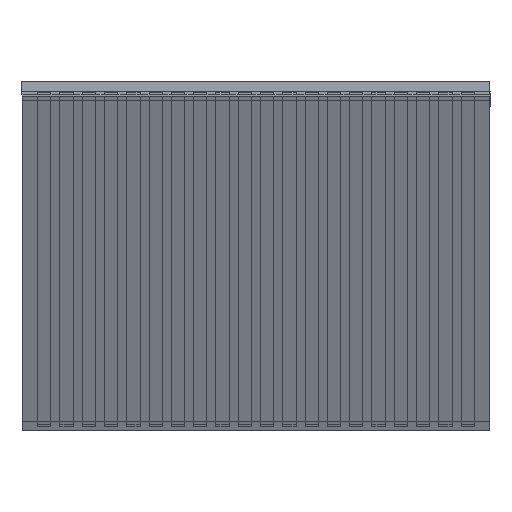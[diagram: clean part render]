
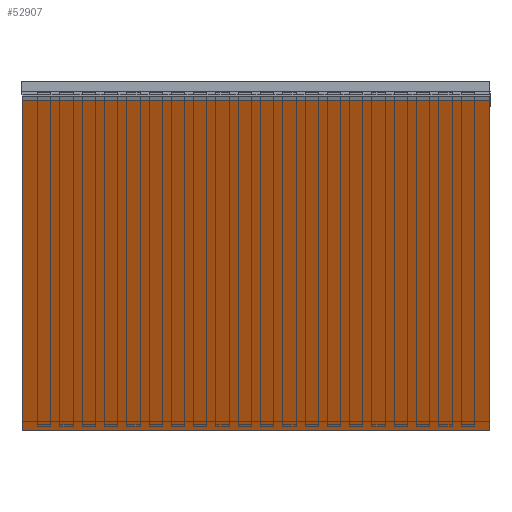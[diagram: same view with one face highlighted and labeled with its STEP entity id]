
A CAD part, left-side view. The second image highlights one B-rep face of the part: STEP entity #52907.
In plain terms, the highlighted planar face has unit normal (-0.914, 0, -0.405).
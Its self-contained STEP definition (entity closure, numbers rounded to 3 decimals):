
#44=B_SPLINE_CURVE_WITH_KNOTS('',3,(#67163,#67164,#67165,#67166),
 .UNSPECIFIED.,.F.,.F.,(4,4),(0.,1.),.UNSPECIFIED.);
#1849=ORIENTED_EDGE('',*,*,#13081,.F.);
#1850=ORIENTED_EDGE('',*,*,#13272,.F.);
#1851=ORIENTED_EDGE('',*,*,#13075,.T.);
#1852=ORIENTED_EDGE('',*,*,#13274,.T.);
#13075=EDGE_CURVE('',#18818,#18817,#22809,.T.);
#13081=EDGE_CURVE('',#18823,#18824,#22815,.T.);
#13272=EDGE_CURVE('',#18818,#18823,#44,.T.);
#13274=EDGE_CURVE('',#18817,#18824,#23007,.T.);
#18817=VERTEX_POINT('',#66752);
#18818=VERTEX_POINT('',#66754);
#18823=VERTEX_POINT('',#66765);
#18824=VERTEX_POINT('',#66767);
#22809=LINE('',#66753,#27865);
#22815=LINE('',#66766,#27871);
#23007=LINE('',#67170,#28063);
#27865=VECTOR('',#57474,1000.);
#27871=VECTOR('',#57482,1000.);
#28063=VECTOR('',#57738,1000.);
#32666=EDGE_LOOP('',(#1849,#1850,#1851,#1852));
#34690=FACE_BOUND('',#32666,.T.);
#36714=PLANE('',#54958);
#52907=ADVANCED_FACE('',(#34690),#36714,.T.);
#54958=AXIS2_PLACEMENT_3D('',#67169,#57736,#57737);
#57474=DIRECTION('',(0.405,0.,-0.914));
#57482=DIRECTION('',(0.405,0.,-0.914));
#57736=DIRECTION('',(-0.914,0.,-0.405));
#57737=DIRECTION('',(-0.405,0.,0.914));
#57738=DIRECTION('',(0.,-1.,0.));
#66752=CARTESIAN_POINT('',(39.32,10.5,-7.575));
#66753=CARTESIAN_POINT('',(36.04,10.5,-0.167));
#66754=CARTESIAN_POINT('',(36.04,10.5,-0.167));
#66765=CARTESIAN_POINT('',(36.04,0.,-0.167));
#66766=CARTESIAN_POINT('',(36.04,0.,-0.167));
#66767=CARTESIAN_POINT('',(39.32,0.,-7.575));
#67163=CARTESIAN_POINT('',(36.04,10.5,-0.167));
#67164=CARTESIAN_POINT('',(36.04,7.,-0.167));
#67165=CARTESIAN_POINT('',(36.04,3.5,-0.167));
#67166=CARTESIAN_POINT('',(36.04,0.,-0.167));
#67169=CARTESIAN_POINT('',(36.04,10.5,-0.167));
#67170=CARTESIAN_POINT('',(39.32,10.5,-7.575));
